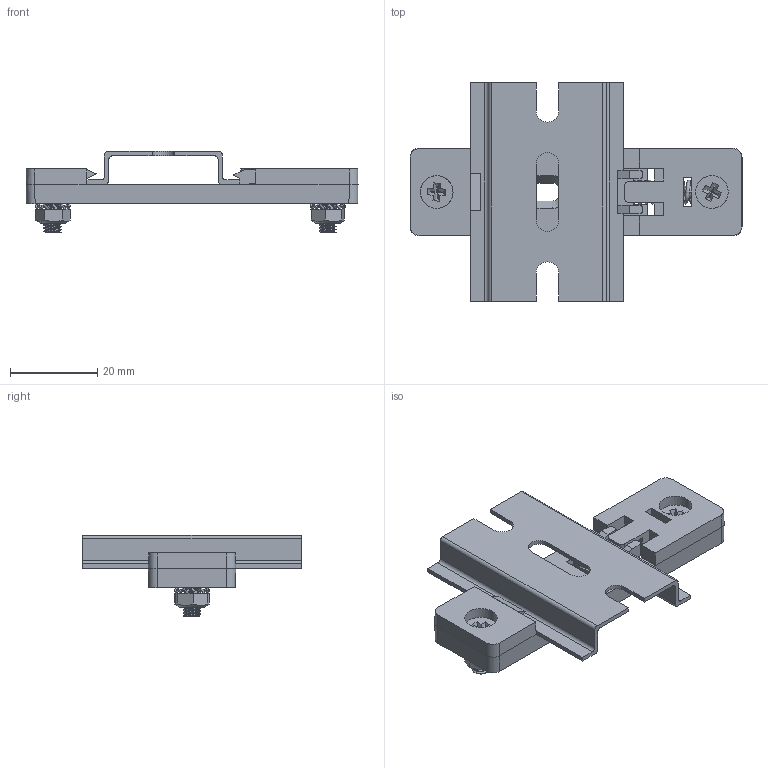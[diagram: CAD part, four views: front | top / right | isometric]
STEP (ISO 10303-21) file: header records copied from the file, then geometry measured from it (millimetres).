
FILE_DESCRIPTION (( 'STEP AP214' ), '1' );
FILE_NAME ('DRB20-2.STEP', '2025-12-13T07:57:32', ( '' ), ( '' ), 'SwSTEP 2.0', 'SolidWorks 2017', '' );
FILE_SCHEMA (( 'AUTOMOTIVE_DESIGN' ));
Length unit declared in the file: millimetre
Products named in the file (22): Din Rail-50; DRB-Spring; LOCK WASHER M4; DRB20-Clip; DRB20-2-Plastic Body; Hexagonal Nut M4; Screw CSK Head Phillips_M4x10; DRB20-2; M4_Counter_sunk_15; Screw M4x12mm
Assembly tree (12 placements, depth 3):
  Din Rail-50
  LOCK WASHER M4
  DRB20-Clip
  LOCK WASHER M4
  Hexagonal Nut M4
Bounding box: 76 x 50 x 18.55 mm (x, y, z)
Volume: 10361.4 mm3; surface area: 11698.3 mm2
Topology: 12 solids, 12 shells, 562 faces, 1466 edges, 929 vertices
Faces by surface type: plane 237, cylinder 184, bspline 116, cone 25
Entity records: 25771 total; most frequent: CARTESIAN_POINT 14557, ORIENTED_EDGE 1984, DIRECTION 1619, EDGE_CURVE 992, VECTOR 665, LINE 665, VERTEX_POINT 631, AXIS2_PLACEMENT_3D 477
